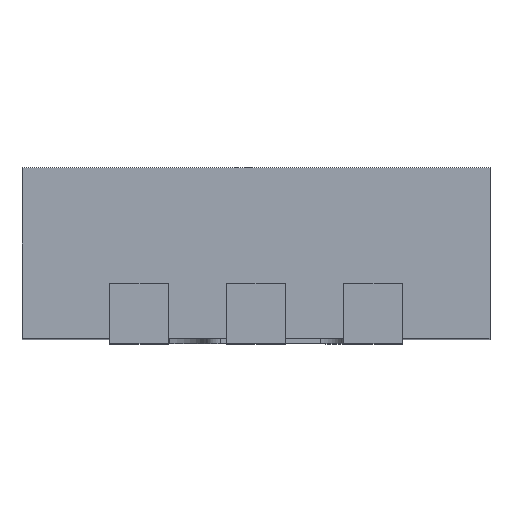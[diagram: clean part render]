
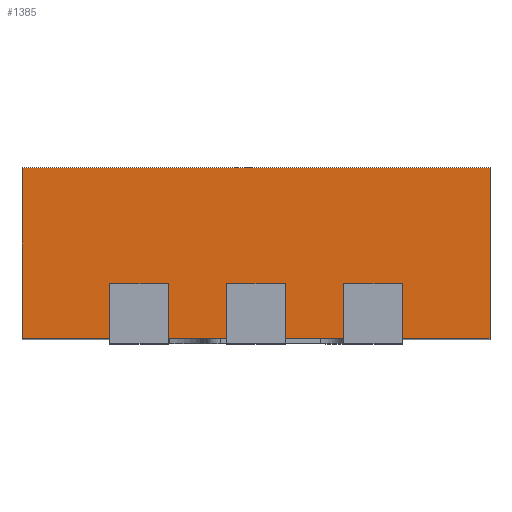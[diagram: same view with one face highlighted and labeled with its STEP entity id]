
A CAD part, top view. The second image highlights one B-rep face of the part: STEP entity #1385.
In plain terms, the highlighted planar face has unit normal (0, 0, 1).
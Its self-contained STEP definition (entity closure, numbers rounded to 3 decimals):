
#24 = DIRECTION ( 'NONE',  ( 1., 0., 0. ) ) ;
#39 = LINE ( 'NONE', #2160, #2152 ) ;
#85 = LINE ( 'NONE', #3615, #3614 ) ;
#102 = VECTOR ( 'NONE', #3294, 1000. ) ;
#221 = LINE ( 'NONE', #3772, #331 ) ;
#240 = VECTOR ( 'NONE', #24, 1000. ) ;
#300 = DIRECTION ( 'NONE',  ( 0., -1., 0. ) ) ;
#331 = VECTOR ( 'NONE', #772, 1000. ) ;
#414 = CARTESIAN_POINT ( 'NONE',  ( -0.125, 0., 1.5 ) ) ;
#446 = VECTOR ( 'NONE', #300, 1000. ) ;
#531 = EDGE_CURVE ( 'NONE', #4059, #1872, #2746, .T. ) ;
#581 = EDGE_CURVE ( 'NONE', #4203, #6426, #4468, .T. ) ;
#640 = PLANE ( 'NONE',  #2420 ) ;
#707 = CARTESIAN_POINT ( 'NONE',  ( 0.125, 0., 1.5 ) ) ;
#772 = DIRECTION ( 'NONE',  ( 1., 0., 0. ) ) ;
#825 = VERTEX_POINT ( 'NONE', #4923 ) ;
#841 = CARTESIAN_POINT ( 'NONE',  ( -1., 0., 1.5 ) ) ;
#1037 = CARTESIAN_POINT ( 'NONE',  ( -1., 0.73, 1.5 ) ) ;
#1076 = EDGE_CURVE ( 'NONE', #4215, #6222, #5287, .T. ) ;
#1096 = DIRECTION ( 'NONE',  ( 1., 0., 0. ) ) ;
#1101 = CARTESIAN_POINT ( 'NONE',  ( 0.375, 0., 1.5 ) ) ;
#1227 = EDGE_CURVE ( 'NONE', #4779, #4926, #5348, .T. ) ;
#1295 = CARTESIAN_POINT ( 'NONE',  ( 0.125, 0.234, 1.5 ) ) ;
#1323 = VECTOR ( 'NONE', #5640, 1000. ) ;
#1347 = EDGE_CURVE ( 'NONE', #4463, #1823, #5571, .T. ) ;
#1371 = DIRECTION ( 'NONE',  ( 0., -1., 0. ) ) ;
#1381 = ORIENTED_EDGE ( 'NONE', *, *, #1347, .T. ) ;
#1385 = ADVANCED_FACE ( 'NONE', ( #4590 ), #640, .F. ) ;
#1418 = CARTESIAN_POINT ( 'NONE',  ( 1., 0.73, 1.5 ) ) ;
#1531 = DIRECTION ( 'NONE',  ( 0., -1., 0. ) ) ;
#1609 = CARTESIAN_POINT ( 'NONE',  ( -0.375, 0.234, 1.5 ) ) ;
#1631 = ORIENTED_EDGE ( 'NONE', *, *, #531, .F. ) ;
#1666 = DIRECTION ( 'NONE',  ( 0., -1., 0. ) ) ;
#1677 = ORIENTED_EDGE ( 'NONE', *, *, #3885, .T. ) ;
#1710 = VERTEX_POINT ( 'NONE', #5830 ) ;
#1745 = CARTESIAN_POINT ( 'NONE',  ( 0., 0.234, 1.5 ) ) ;
#1772 = VECTOR ( 'NONE', #1096, 1000. ) ;
#1815 = CARTESIAN_POINT ( 'NONE',  ( -0.125, 0.234, 1.5 ) ) ;
#1823 = VERTEX_POINT ( 'NONE', #414 ) ;
#1853 = VECTOR ( 'NONE', #3442, 1000. ) ;
#1872 = VERTEX_POINT ( 'NONE', #1101 ) ;
#1937 = ORIENTED_EDGE ( 'NONE', *, *, #1227, .T. ) ;
#1984 = CARTESIAN_POINT ( 'NONE',  ( -1., 0., 1.5 ) ) ;
#2010 = LINE ( 'NONE', #2536, #1772 ) ;
#2038 = VERTEX_POINT ( 'NONE', #707 ) ;
#2055 = EDGE_CURVE ( 'NONE', #4779, #5250, #221, .T. ) ;
#2152 = VECTOR ( 'NONE', #4150, 1000. ) ;
#2158 = CARTESIAN_POINT ( 'NONE',  ( 1., 0., 1.5 ) ) ;
#2160 = CARTESIAN_POINT ( 'NONE',  ( 0.625, 0.234, 1.5 ) ) ;
#2168 = ORIENTED_EDGE ( 'NONE', *, *, #3735, .T. ) ;
#2204 = VERTEX_POINT ( 'NONE', #1815 ) ;
#2233 = ORIENTED_EDGE ( 'NONE', *, *, #4479, .T. ) ;
#2420 = AXIS2_PLACEMENT_3D ( 'NONE', #1037, #3065, #3613 ) ;
#2444 = EDGE_CURVE ( 'NONE', #2204, #825, #4646, .T. ) ;
#2512 = DIRECTION ( 'NONE',  ( 1., 0., 0. ) ) ;
#2536 = CARTESIAN_POINT ( 'NONE',  ( 0., 0.234, 1.5 ) ) ;
#2568 = EDGE_LOOP ( 'NONE', ( #1381, #5201, #3831, #3593, #3120, #1631, #2847, #1677, #6173, #3479, #5919, #1937, #2168, #4234, #5518, #2233 ) ) ;
#2719 = EDGE_CURVE ( 'NONE', #5250, #6426, #3101, .T. ) ;
#2746 = LINE ( 'NONE', #4272, #6411 ) ;
#2802 = LINE ( 'NONE', #1295, #102 ) ;
#2808 = CARTESIAN_POINT ( 'NONE',  ( -0.625, 0.234, 1.5 ) ) ;
#2847 = ORIENTED_EDGE ( 'NONE', *, *, #5062, .T. ) ;
#2904 = LINE ( 'NONE', #4893, #3699 ) ;
#2985 = CARTESIAN_POINT ( 'NONE',  ( -1., 0., 1.5 ) ) ;
#3013 = CARTESIAN_POINT ( 'NONE',  ( 0.625, 0., 1.5 ) ) ;
#3065 = DIRECTION ( 'NONE',  ( 0., 0., -1. ) ) ;
#3101 = LINE ( 'NONE', #4103, #5431 ) ;
#3120 = ORIENTED_EDGE ( 'NONE', *, *, #3162, .T. ) ;
#3147 = VECTOR ( 'NONE', #3426, 1000. ) ;
#3159 = LINE ( 'NONE', #4006, #1323 ) ;
#3162 = EDGE_CURVE ( 'NONE', #2038, #1872, #85, .T. ) ;
#3192 = EDGE_CURVE ( 'NONE', #4215, #3840, #3159, .T. ) ;
#3221 = CARTESIAN_POINT ( 'NONE',  ( -0.125, 0.234, 1.5 ) ) ;
#3281 = DIRECTION ( 'NONE',  ( 1., 0., 0. ) ) ;
#3294 = DIRECTION ( 'NONE',  ( 0., -1., 0. ) ) ;
#3426 = DIRECTION ( 'NONE',  ( 0., -1., 0. ) ) ;
#3442 = DIRECTION ( 'NONE',  ( 1., 0., 0. ) ) ;
#3479 = ORIENTED_EDGE ( 'NONE', *, *, #2719, .F. ) ;
#3593 = ORIENTED_EDGE ( 'NONE', *, *, #5778, .T. ) ;
#3613 = DIRECTION ( 'NONE',  ( -1., 0., 0. ) ) ;
#3614 = VECTOR ( 'NONE', #4133, 1000. ) ;
#3615 = CARTESIAN_POINT ( 'NONE',  ( -1., 0., 1.5 ) ) ;
#3699 = VECTOR ( 'NONE', #1371, 1000. ) ;
#3735 = EDGE_CURVE ( 'NONE', #4926, #6222, #3991, .T. ) ;
#3772 = CARTESIAN_POINT ( 'NONE',  ( -1., 0.73, 1.5 ) ) ;
#3831 = ORIENTED_EDGE ( 'NONE', *, *, #2444, .T. ) ;
#3840 = VERTEX_POINT ( 'NONE', #1609 ) ;
#3879 = CARTESIAN_POINT ( 'NONE',  ( -0.375, 0., 1.5 ) ) ;
#3885 = EDGE_CURVE ( 'NONE', #1710, #4203, #39, .T. ) ;
#3909 = CARTESIAN_POINT ( 'NONE',  ( -1., 0.73, 1.5 ) ) ;
#3991 = LINE ( 'NONE', #2985, #1853 ) ;
#4006 = CARTESIAN_POINT ( 'NONE',  ( 0., 0.234, 1.5 ) ) ;
#4059 = VERTEX_POINT ( 'NONE', #5359 ) ;
#4103 = CARTESIAN_POINT ( 'NONE',  ( 1., 0.73, 1.5 ) ) ;
#4133 = DIRECTION ( 'NONE',  ( 1., 0., 0. ) ) ;
#4137 = CARTESIAN_POINT ( 'NONE',  ( -1., 0.73, 1.5 ) ) ;
#4150 = DIRECTION ( 'NONE',  ( 0., -1., 0. ) ) ;
#4158 = DIRECTION ( 'NONE',  ( 0., -1., 0. ) ) ;
#4203 = VERTEX_POINT ( 'NONE', #3013 ) ;
#4215 = VERTEX_POINT ( 'NONE', #4542 ) ;
#4234 = ORIENTED_EDGE ( 'NONE', *, *, #1076, .F. ) ;
#4272 = CARTESIAN_POINT ( 'NONE',  ( 0.375, 0.234, 1.5 ) ) ;
#4362 = VECTOR ( 'NONE', #2512, 1000. ) ;
#4389 = VECTOR ( 'NONE', #3281, 1000. ) ;
#4463 = VERTEX_POINT ( 'NONE', #3879 ) ;
#4468 = LINE ( 'NONE', #1984, #4362 ) ;
#4479 = EDGE_CURVE ( 'NONE', #3840, #4463, #2904, .T. ) ;
#4517 = CARTESIAN_POINT ( 'NONE',  ( -0.625, 0., 1.5 ) ) ;
#4542 = CARTESIAN_POINT ( 'NONE',  ( -0.625, 0.234, 1.5 ) ) ;
#4590 = FACE_OUTER_BOUND ( 'NONE', #2568, .T. ) ;
#4646 = LINE ( 'NONE', #1745, #4389 ) ;
#4779 = VERTEX_POINT ( 'NONE', #4137 ) ;
#4893 = CARTESIAN_POINT ( 'NONE',  ( -0.375, 0.234, 1.5 ) ) ;
#4923 = CARTESIAN_POINT ( 'NONE',  ( 0.125, 0.234, 1.5 ) ) ;
#4926 = VERTEX_POINT ( 'NONE', #841 ) ;
#5025 = CARTESIAN_POINT ( 'NONE',  ( -1., 0., 1.5 ) ) ;
#5062 = EDGE_CURVE ( 'NONE', #4059, #1710, #2010, .T. ) ;
#5173 = LINE ( 'NONE', #3221, #5835 ) ;
#5191 = EDGE_CURVE ( 'NONE', #2204, #1823, #5173, .T. ) ;
#5201 = ORIENTED_EDGE ( 'NONE', *, *, #5191, .F. ) ;
#5250 = VERTEX_POINT ( 'NONE', #1418 ) ;
#5287 = LINE ( 'NONE', #2808, #446 ) ;
#5348 = LINE ( 'NONE', #3909, #3147 ) ;
#5359 = CARTESIAN_POINT ( 'NONE',  ( 0.375, 0.234, 1.5 ) ) ;
#5431 = VECTOR ( 'NONE', #1666, 1000. ) ;
#5518 = ORIENTED_EDGE ( 'NONE', *, *, #3192, .T. ) ;
#5571 = LINE ( 'NONE', #5025, #240 ) ;
#5640 = DIRECTION ( 'NONE',  ( 1., 0., 0. ) ) ;
#5778 = EDGE_CURVE ( 'NONE', #825, #2038, #2802, .T. ) ;
#5830 = CARTESIAN_POINT ( 'NONE',  ( 0.625, 0.234, 1.5 ) ) ;
#5835 = VECTOR ( 'NONE', #4158, 1000. ) ;
#5919 = ORIENTED_EDGE ( 'NONE', *, *, #2055, .F. ) ;
#6173 = ORIENTED_EDGE ( 'NONE', *, *, #581, .T. ) ;
#6222 = VERTEX_POINT ( 'NONE', #4517 ) ;
#6411 = VECTOR ( 'NONE', #1531, 1000. ) ;
#6426 = VERTEX_POINT ( 'NONE', #2158 ) ;
